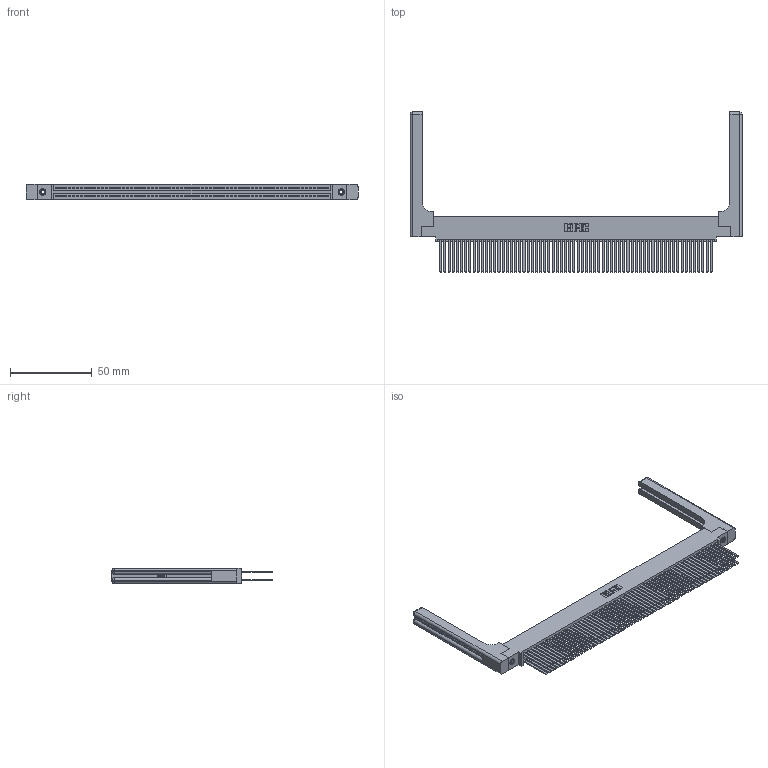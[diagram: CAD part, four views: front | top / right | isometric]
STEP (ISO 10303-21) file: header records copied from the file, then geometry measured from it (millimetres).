
FILE_DESCRIPTION (( 'STEP AP203' ), '1' );
FILE_NAME ('345-132-544-558.STEP', '2019-11-07T21:54:52', ( '' ), ( '' ), 'SwSTEP 2.0', 'SolidWorks 2016', '' );
FILE_SCHEMA (( 'CONFIG_CONTROL_DESIGN' ));
Length unit declared in the file: inch
Products named in the file (5): 345-292-001_345-293-144; 345-220-058_345-220-058; 345-132-544-558; 345-250-001_345-250-001-102; 345 Part_0.110 Offset - 0.156 Dia-TH
Assembly tree (137 placements, depth 2):
  345-132-544-558
    345 Part_0.110 Offset - 0.156 Dia-TH
    345-292-001_345-293-144  x132
    345-250-001_345-250-001-102  x2
    345-220-058_345-220-058  x2
Bounding box: 202.67 x 97.71 x 9.4 mm (x, y, z)
Volume: 30162.2 mm3; surface area: 43097 mm2
Topology: 137 solids, 137 shells, 6194 faces, 18311 edges, 12010 vertices
Faces by surface type: plane 4060, cylinder 2074, bspline 36, cone 12, sphere 8, torus 4
Entity records: 53684 total; most frequent: CARTESIAN_POINT 9969, ORIENTED_EDGE 8700, DIRECTION 7690, EDGE_CURVE 4350, LINE 3866, VECTOR 3866, VERTEX_POINT 2890, AXIS2_PLACEMENT_3D 1912
